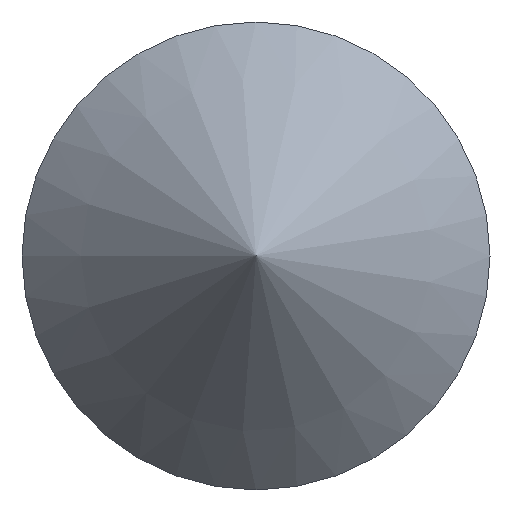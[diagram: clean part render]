
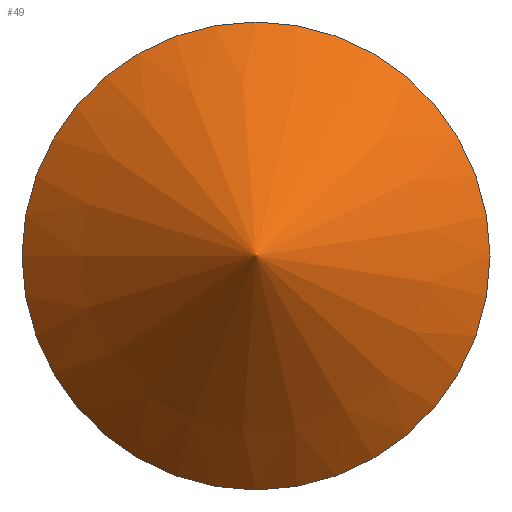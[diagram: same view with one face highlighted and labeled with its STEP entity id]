
A CAD part, top view. The second image highlights one B-rep face of the part: STEP entity #49.
In plain terms, the highlighted conical face has half-angle 45 degrees and reference radius 25.4 mm.
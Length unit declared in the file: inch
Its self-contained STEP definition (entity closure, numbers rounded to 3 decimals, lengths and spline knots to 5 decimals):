
#24=CARTESIAN_POINT('',(-1.,0.,0.));
#25=VERTEX_POINT('',#24);
#26=CARTESIAN_POINT('',(0.,0.,1.));
#27=VERTEX_POINT('',#26);
#28=CARTESIAN_POINT('',(-1.,0.,0.));
#29=DIRECTION('',(0.707,0.,0.707));
#30=VECTOR('',#29,1.);
#31=LINE('',#28,#30);
#32=EDGE_CURVE('',#25,#27,#31,.T.);
#33=ORIENTED_EDGE('',*,*,#32,.F.);
#34=CARTESIAN_POINT('',(0.,0.,0.));
#35=DIRECTION('',(0.,0.,1.));
#36=DIRECTION('',(-1.,0.,0.));
#37=AXIS2_PLACEMENT_3D('',#34,#35,#36);
#38=CIRCLE('',#37,1.);
#39=EDGE_CURVE('',#25,#25,#38,.T.);
#40=ORIENTED_EDGE('',*,*,#39,.T.);
#41=ORIENTED_EDGE('',*,*,#32,.T.);
#42=EDGE_LOOP('',(#33,#40,#41));
#43=FACE_OUTER_BOUND('',#42,.T.);
#44=CARTESIAN_POINT('',(0.,0.,0.));
#45=DIRECTION('',(0.,0.,-1.));
#46=DIRECTION('',(-1.,0.,0.));
#47=AXIS2_PLACEMENT_3D('',#44,#45,#46);
#48=CONICAL_SURFACE('',#47,1.,0.785);
#49=ADVANCED_FACE('',(#43),#48,.T.);
